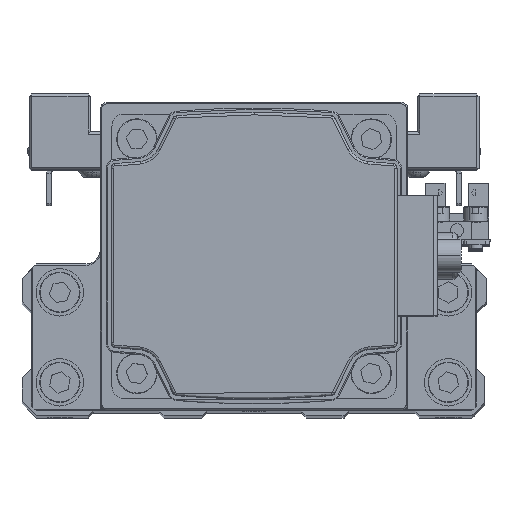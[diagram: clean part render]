
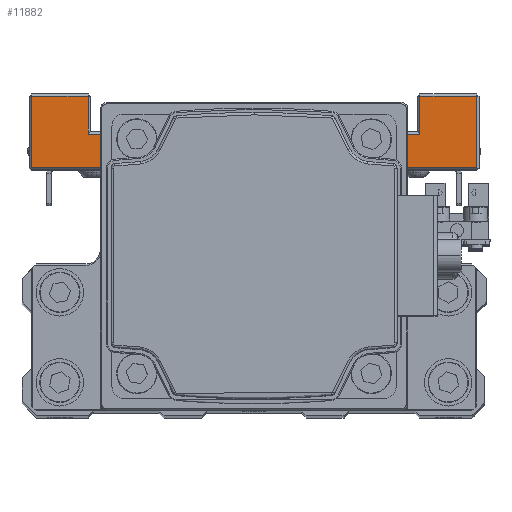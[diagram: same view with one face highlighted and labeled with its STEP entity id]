
A CAD part, top view. The second image highlights one B-rep face of the part: STEP entity #11882.
In plain terms, the highlighted face is planar.
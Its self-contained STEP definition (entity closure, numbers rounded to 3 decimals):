
#499 = LINE ( 'NONE', #12683, #15106 ) ;
#750 = VECTOR ( 'NONE', #14361, 1000. ) ;
#1995 = CARTESIAN_POINT ( 'NONE',  ( 67., 15., -20. ) ) ;
#2189 = CARTESIAN_POINT ( 'NONE',  ( 67., 8., 20. ) ) ;
#2221 = ORIENTED_EDGE ( 'NONE', *, *, #5727, .T. ) ;
#2924 = CARTESIAN_POINT ( 'NONE',  ( 67., 15., -35. ) ) ;
#3117 = ORIENTED_EDGE ( 'NONE', *, *, #11050, .T. ) ;
#3206 = VERTEX_POINT ( 'NONE', #28726 ) ;
#3507 = LINE ( 'NONE', #15665, #27254 ) ;
#3691 = EDGE_CURVE ( 'NONE', #15167, #37617, #26419, .T. ) ;
#4074 = CARTESIAN_POINT ( 'NONE',  ( 67., 23., -20. ) ) ;
#4536 = CARTESIAN_POINT ( 'NONE',  ( 67., 23., -47. ) ) ;
#4675 = AXIS2_PLACEMENT_3D ( 'NONE', #10363, #22550, #34752 ) ;
#5365 = VERTEX_POINT ( 'NONE', #29076 ) ;
#5727 = EDGE_CURVE ( 'NONE', #15712, #15185, #31454, .T. ) ;
#5868 = ORIENTED_EDGE ( 'NONE', *, *, #32622, .F. ) ;
#6094 = EDGE_CURVE ( 'NONE', #22067, #5365, #21823, .T. ) ;
#6644 = DIRECTION ( 'NONE',  ( 0., 0., -1. ) ) ;
#7174 = VECTOR ( 'NONE', #14175, 1000. ) ;
#8866 = DIRECTION ( 'NONE',  ( 0., -1., 0. ) ) ;
#9947 = LINE ( 'NONE', #22133, #35137 ) ;
#10146 = VECTOR ( 'NONE', #6644, 1000. ) ;
#10335 = EDGE_CURVE ( 'NONE', #13649, #15167, #29578, .T. ) ;
#10363 = CARTESIAN_POINT ( 'NONE',  ( 67., 7.5, -20. ) ) ;
#10804 = ORIENTED_EDGE ( 'NONE', *, *, #27338, .T. ) ;
#10806 = CARTESIAN_POINT ( 'NONE',  ( 67., 7.5, 47. ) ) ;
#11050 = EDGE_CURVE ( 'NONE', #37617, #3206, #13301, .T. ) ;
#11215 = DIRECTION ( 'NONE',  ( 0., -1., 0. ) ) ;
#11882 = ADVANCED_FACE ( 'NONE', ( #25550 ), #37752, .F. ) ;
#12654 = LINE ( 'NONE', #24856, #12859 ) ;
#12683 = CARTESIAN_POINT ( 'NONE',  ( 67., 7.5, -47. ) ) ;
#12859 = VECTOR ( 'NONE', #37066, 1000. ) ;
#13301 = LINE ( 'NONE', #25497, #23764 ) ;
#13649 = VERTEX_POINT ( 'NONE', #16788 ) ;
#13831 = EDGE_LOOP ( 'NONE', ( #5868, #37145, #37274, #2221, #33701, #10804, #14424, #34899, #31730, #21605, #39310, #3117 ) ) ;
#14175 = DIRECTION ( 'NONE',  ( 0., 0., 1. ) ) ;
#14361 = DIRECTION ( 'NONE',  ( 0., 0., -1. ) ) ;
#14424 = ORIENTED_EDGE ( 'NONE', *, *, #29213, .T. ) ;
#14433 = VERTEX_POINT ( 'NONE', #25841 ) ;
#15106 = VECTOR ( 'NONE', #24885, 1000. ) ;
#15167 = VERTEX_POINT ( 'NONE', #22379 ) ;
#15185 = VERTEX_POINT ( 'NONE', #19375 ) ;
#15665 = CARTESIAN_POINT ( 'NONE',  ( 67., 7.5, 35. ) ) ;
#15712 = VERTEX_POINT ( 'NONE', #4536 ) ;
#16237 = DIRECTION ( 'NONE',  ( 0., 0., 1. ) ) ;
#16788 = CARTESIAN_POINT ( 'NONE',  ( 67., 8., 47. ) ) ;
#19375 = CARTESIAN_POINT ( 'NONE',  ( 67., 23., -35. ) ) ;
#20457 = VECTOR ( 'NONE', #8866, 1000. ) ;
#20976 = VECTOR ( 'NONE', #11215, 1000. ) ;
#21605 = ORIENTED_EDGE ( 'NONE', *, *, #10335, .T. ) ;
#21677 = CARTESIAN_POINT ( 'NONE',  ( 67., 23., 35. ) ) ;
#21823 = LINE ( 'NONE', #34032, #10146 ) ;
#22067 = VERTEX_POINT ( 'NONE', #22797 ) ;
#22078 = EDGE_CURVE ( 'NONE', #37940, #13649, #28993, .T. ) ;
#22133 = CARTESIAN_POINT ( 'NONE',  ( 67., 23., -20. ) ) ;
#22379 = CARTESIAN_POINT ( 'NONE',  ( 67., 8., 20. ) ) ;
#22550 = DIRECTION ( 'NONE',  ( -1., 0., 0. ) ) ;
#22797 = CARTESIAN_POINT ( 'NONE',  ( 67., 8., -20. ) ) ;
#22997 = DIRECTION ( 'NONE',  ( 0., -1., 0. ) ) ;
#23764 = VECTOR ( 'NONE', #37706, 1000. ) ;
#24025 = EDGE_CURVE ( 'NONE', #35977, #37940, #9947, .T. ) ;
#24049 = LINE ( 'NONE', #36246, #20457 ) ;
#24856 = CARTESIAN_POINT ( 'NONE',  ( 67., 7.5, -35. ) ) ;
#24885 = DIRECTION ( 'NONE',  ( 0., 1., 0. ) ) ;
#24916 = EDGE_CURVE ( 'NONE', #15185, #37380, #12654, .T. ) ;
#25497 = CARTESIAN_POINT ( 'NONE',  ( 67., -7.5, -20. ) ) ;
#25550 = FACE_OUTER_BOUND ( 'NONE', #13831, .T. ) ;
#25841 = CARTESIAN_POINT ( 'NONE',  ( 67., 15., 35. ) ) ;
#26419 = LINE ( 'NONE', #38608, #20976 ) ;
#27254 = VECTOR ( 'NONE', #27886, 1000. ) ;
#27338 = EDGE_CURVE ( 'NONE', #37380, #14433, #29379, .T. ) ;
#27869 = CARTESIAN_POINT ( 'NONE',  ( 67., 23., 47. ) ) ;
#27886 = DIRECTION ( 'NONE',  ( 0., 1., 0. ) ) ;
#28726 = CARTESIAN_POINT ( 'NONE',  ( 67., -7.5, -20. ) ) ;
#28993 = LINE ( 'NONE', #10806, #32445 ) ;
#29076 = CARTESIAN_POINT ( 'NONE',  ( 67., 8., -47. ) ) ;
#29213 = EDGE_CURVE ( 'NONE', #14433, #35977, #3507, .T. ) ;
#29217 = EDGE_CURVE ( 'NONE', #5365, #15712, #499, .T. ) ;
#29379 = LINE ( 'NONE', #1995, #7174 ) ;
#29578 = LINE ( 'NONE', #2189, #750 ) ;
#31454 = LINE ( 'NONE', #4074, #35652 ) ;
#31730 = ORIENTED_EDGE ( 'NONE', *, *, #22078, .T. ) ;
#31871 = CARTESIAN_POINT ( 'NONE',  ( 67., -7.5, 20. ) ) ;
#32445 = VECTOR ( 'NONE', #22997, 1000. ) ;
#32622 = EDGE_CURVE ( 'NONE', #22067, #3206, #24049, .T. ) ;
#33701 = ORIENTED_EDGE ( 'NONE', *, *, #24916, .T. ) ;
#34032 = CARTESIAN_POINT ( 'NONE',  ( 67., 8., -47. ) ) ;
#34336 = DIRECTION ( 'NONE',  ( 0., 0., 1. ) ) ;
#34752 = DIRECTION ( 'NONE',  ( 0., 0., 1. ) ) ;
#34899 = ORIENTED_EDGE ( 'NONE', *, *, #24025, .T. ) ;
#35137 = VECTOR ( 'NONE', #34336, 1000. ) ;
#35652 = VECTOR ( 'NONE', #16237, 1000. ) ;
#35977 = VERTEX_POINT ( 'NONE', #21677 ) ;
#36246 = CARTESIAN_POINT ( 'NONE',  ( 67., 7.5, -20. ) ) ;
#37066 = DIRECTION ( 'NONE',  ( 0., -1., 0. ) ) ;
#37145 = ORIENTED_EDGE ( 'NONE', *, *, #6094, .T. ) ;
#37274 = ORIENTED_EDGE ( 'NONE', *, *, #29217, .T. ) ;
#37380 = VERTEX_POINT ( 'NONE', #2924 ) ;
#37617 = VERTEX_POINT ( 'NONE', #31871 ) ;
#37706 = DIRECTION ( 'NONE',  ( 0., 0., -1. ) ) ;
#37752 = PLANE ( 'NONE',  #4675 ) ;
#37940 = VERTEX_POINT ( 'NONE', #27869 ) ;
#38608 = CARTESIAN_POINT ( 'NONE',  ( 67., 7.5, 20. ) ) ;
#39310 = ORIENTED_EDGE ( 'NONE', *, *, #3691, .T. ) ;
